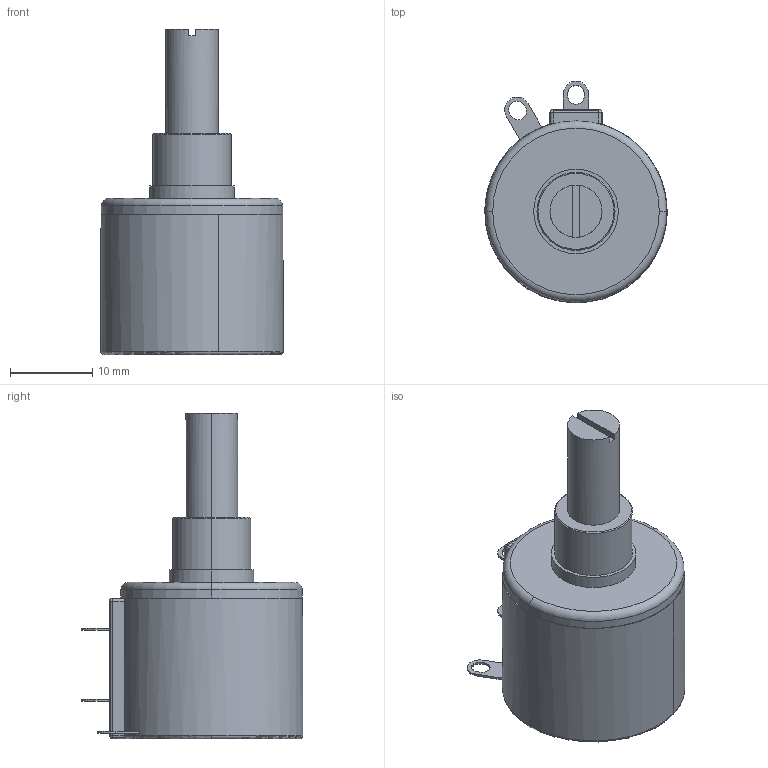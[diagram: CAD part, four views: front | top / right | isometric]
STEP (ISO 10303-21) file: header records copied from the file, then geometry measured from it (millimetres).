
FILE_DESCRIPTION((''),'2;1');
FILE_NAME('Bourns3540.stp','2004-01-16T19:16:29',('Administrator'),(''),'Autodesk Inventor (tm) 5.0','Autodesk Inventor (tm) 5.0','');
FILE_SCHEMA(('CONFIG_CONTROL_DESIGN'));
Length unit declared in the file: inch
Products named in the file (1): Bourns3540
Bounding box: 22.23 x 26.99 x 39.67 mm (x, y, z)
Volume: 8514.3 mm3; surface area: 2692.2 mm2
Topology: 1 solids, 1 shells, 78 faces, 192 edges, 119 vertices
Faces by surface type: cylinder 36, plane 31, torus 5, sphere 4, cone 2
Entity records: 2441 total; most frequent: CARTESIAN_POINT 452, DIRECTION 420, ORIENTED_EDGE 376, EDGE_CURVE 188, AXIS2_PLACEMENT_3D 161, VERTEX_POINT 119, VECTOR 98, LINE 98
